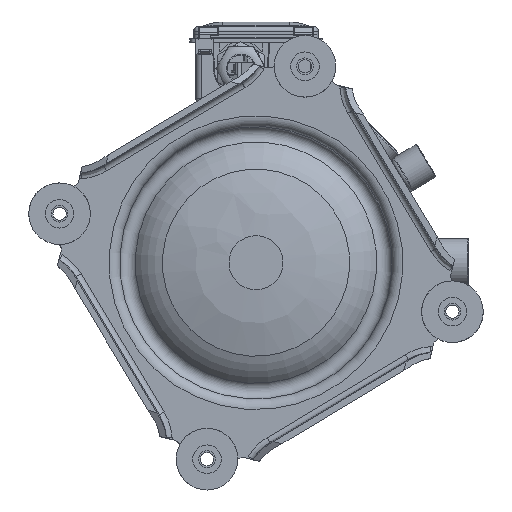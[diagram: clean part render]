
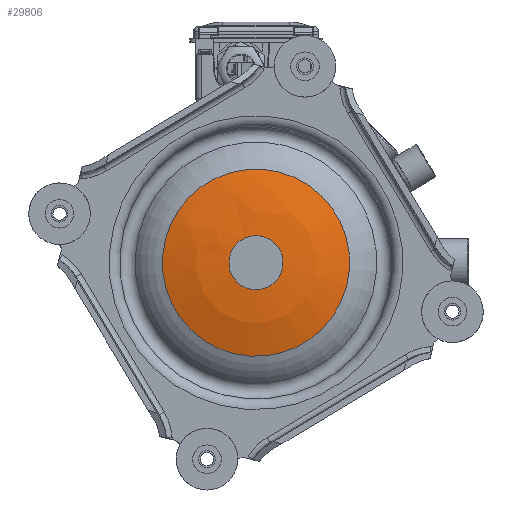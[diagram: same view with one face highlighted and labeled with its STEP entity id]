
A CAD part, front view. The second image highlights one B-rep face of the part: STEP entity #29806.
In plain terms, the highlighted free-form (B-spline) face has degree [2, 2] with [3, 9] control points.
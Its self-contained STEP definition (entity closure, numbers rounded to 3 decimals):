
#93=(
BOUNDED_SURFACE()
B_SPLINE_SURFACE(2,2,((#46840,#46841,#46842,#46843,#46844,#46845,#46846,
#46847,#46848),(#46849,#46850,#46851,#46852,#46853,#46854,#46855,#46856,
#46857),(#46858,#46859,#46860,#46861,#46862,#46863,#46864,#46865,#46866)),
 .UNSPECIFIED.,.F.,.T.,.F.)
B_SPLINE_SURFACE_WITH_KNOTS((3,3),(3,2,2,2,3),(-1.571,-1.235),
(-3.142,-1.571,0.,1.571,3.142),
 .UNSPECIFIED.)
GEOMETRIC_REPRESENTATION_ITEM()
RATIONAL_B_SPLINE_SURFACE(((1.,0.707,1.,0.707,1.,
0.707,1.,0.707,1.),(0.986,0.697,
0.986,0.697,0.986,0.697,
0.986,0.697,0.986),(1.,0.707,
1.,0.707,1.,0.707,1.,0.707,1.)))
REPRESENTATION_ITEM('')
SURFACE()
);
#2245=FACE_OUTER_BOUND('',#3989,.T.);
#3989=EDGE_LOOP('',(#21214,#21215,#21216,#21217,#21218,#21219,#21220));
#10464=CIRCLE('',#31852,62.274);
#10466=CIRCLE('',#31854,62.274);
#10467=CIRCLE('',#31855,62.274);
#10468=CIRCLE('',#31856,134.2);
#10469=CIRCLE('',#31857,18.);
#10470=CIRCLE('',#31858,18.);
#12648=VERTEX_POINT('',#46833);
#12649=VERTEX_POINT('',#46834);
#12650=VERTEX_POINT('',#46837);
#12651=VERTEX_POINT('',#46867);
#12652=VERTEX_POINT('',#46869);
#15928=EDGE_CURVE('',#12648,#12649,#10464,.T.);
#15930=EDGE_CURVE('',#12649,#12650,#10466,.T.);
#15931=EDGE_CURVE('',#12650,#12648,#10467,.T.);
#15932=EDGE_CURVE('',#12650,#12651,#10468,.T.);
#15933=EDGE_CURVE('',#12651,#12652,#10469,.T.);
#15934=EDGE_CURVE('',#12652,#12651,#10470,.T.);
#21214=ORIENTED_EDGE('',*,*,#15928,.F.);
#21215=ORIENTED_EDGE('',*,*,#15931,.F.);
#21216=ORIENTED_EDGE('',*,*,#15932,.T.);
#21217=ORIENTED_EDGE('',*,*,#15933,.T.);
#21218=ORIENTED_EDGE('',*,*,#15934,.T.);
#21219=ORIENTED_EDGE('',*,*,#15932,.F.);
#21220=ORIENTED_EDGE('',*,*,#15930,.F.);
#29806=ADVANCED_FACE('',(#2245),#93,.F.);
#31852=AXIS2_PLACEMENT_3D('',#46835,#36355,#36356);
#31854=AXIS2_PLACEMENT_3D('',#46838,#36359,#36360);
#31855=AXIS2_PLACEMENT_3D('',#46839,#36361,#36362);
#31856=AXIS2_PLACEMENT_3D('',#46868,#36363,#36364);
#31857=AXIS2_PLACEMENT_3D('',#46870,#36365,#36366);
#31858=AXIS2_PLACEMENT_3D('',#46871,#36367,#36368);
#36355=DIRECTION('center_axis',(0.,1.,0.));
#36356=DIRECTION('ref_axis',(-0.97,0.,0.242));
#36359=DIRECTION('center_axis',(0.,1.,0.));
#36360=DIRECTION('ref_axis',(-0.97,0.,0.242));
#36361=DIRECTION('center_axis',(0.,1.,0.));
#36362=DIRECTION('ref_axis',(-0.97,0.,0.242));
#36363=DIRECTION('center_axis',(0.97,0.,
-0.242));
#36364=DIRECTION('ref_axis',(0.242,0.,0.97));
#36365=DIRECTION('center_axis',(0.,1.,0.));
#36366=DIRECTION('ref_axis',(-0.97,0.,0.242));
#36367=DIRECTION('center_axis',(0.,1.,0.));
#36368=DIRECTION('ref_axis',(-0.97,0.,0.242));
#46833=CARTESIAN_POINT('',(60.424,-8.386,-15.065));
#46834=CARTESIAN_POINT('',(-60.424,-8.386,15.065));
#46835=CARTESIAN_POINT('Origin',(0.,-8.386,0.));
#46837=CARTESIAN_POINT('',(15.065,-8.386,60.424));
#46838=CARTESIAN_POINT('Origin',(0.,-8.386,0.));
#46839=CARTESIAN_POINT('Origin',(0.,-8.386,0.));
#46840=CARTESIAN_POINT('Ctrl Pts',(4.355,-15.9,17.465));
#46841=CARTESIAN_POINT('Ctrl Pts',(21.82,-15.9,13.111));
#46842=CARTESIAN_POINT('Ctrl Pts',(17.465,-15.9,-4.355));
#46843=CARTESIAN_POINT('Ctrl Pts',(13.111,-15.9,-21.82));
#46844=CARTESIAN_POINT('Ctrl Pts',(-4.355,-15.9,
-17.465));
#46845=CARTESIAN_POINT('Ctrl Pts',(-21.82,-15.9,-13.111));
#46846=CARTESIAN_POINT('Ctrl Pts',(-17.465,-15.9,
4.355));
#46847=CARTESIAN_POINT('Ctrl Pts',(-13.111,-15.9,
21.82));
#46848=CARTESIAN_POINT('Ctrl Pts',(4.355,-15.9,17.465));
#46849=CARTESIAN_POINT('Ctrl Pts',(9.864,-15.9,39.563));
#46850=CARTESIAN_POINT('Ctrl Pts',(49.428,-15.9,29.699));
#46851=CARTESIAN_POINT('Ctrl Pts',(39.563,-15.9,-9.864));
#46852=CARTESIAN_POINT('Ctrl Pts',(29.699,-15.9,-49.428));
#46853=CARTESIAN_POINT('Ctrl Pts',(-9.864,-15.9,
-39.563));
#46854=CARTESIAN_POINT('Ctrl Pts',(-49.428,-15.9,-29.699));
#46855=CARTESIAN_POINT('Ctrl Pts',(-39.563,-15.9,
9.864));
#46856=CARTESIAN_POINT('Ctrl Pts',(-29.699,-15.9,
49.428));
#46857=CARTESIAN_POINT('Ctrl Pts',(9.864,-15.9,39.563));
#46858=CARTESIAN_POINT('Ctrl Pts',(15.065,-8.386,60.424));
#46859=CARTESIAN_POINT('Ctrl Pts',(75.49,-8.386,45.359));
#46860=CARTESIAN_POINT('Ctrl Pts',(60.424,-8.386,-15.065));
#46861=CARTESIAN_POINT('Ctrl Pts',(45.359,-8.386,-75.49));
#46862=CARTESIAN_POINT('Ctrl Pts',(-15.065,-8.386,
-60.424));
#46863=CARTESIAN_POINT('Ctrl Pts',(-75.49,-8.386,
-45.359));
#46864=CARTESIAN_POINT('Ctrl Pts',(-60.424,-8.386,15.065));
#46865=CARTESIAN_POINT('Ctrl Pts',(-45.359,-8.386,
75.49));
#46866=CARTESIAN_POINT('Ctrl Pts',(15.065,-8.386,60.424));
#46867=CARTESIAN_POINT('',(4.355,-15.9,17.465));
#46868=CARTESIAN_POINT('Origin',(4.355,118.3,17.465));
#46869=CARTESIAN_POINT('',(17.465,-15.9,-4.355));
#46870=CARTESIAN_POINT('Origin',(0.,-15.9,0.));
#46871=CARTESIAN_POINT('Origin',(0.,-15.9,0.));
